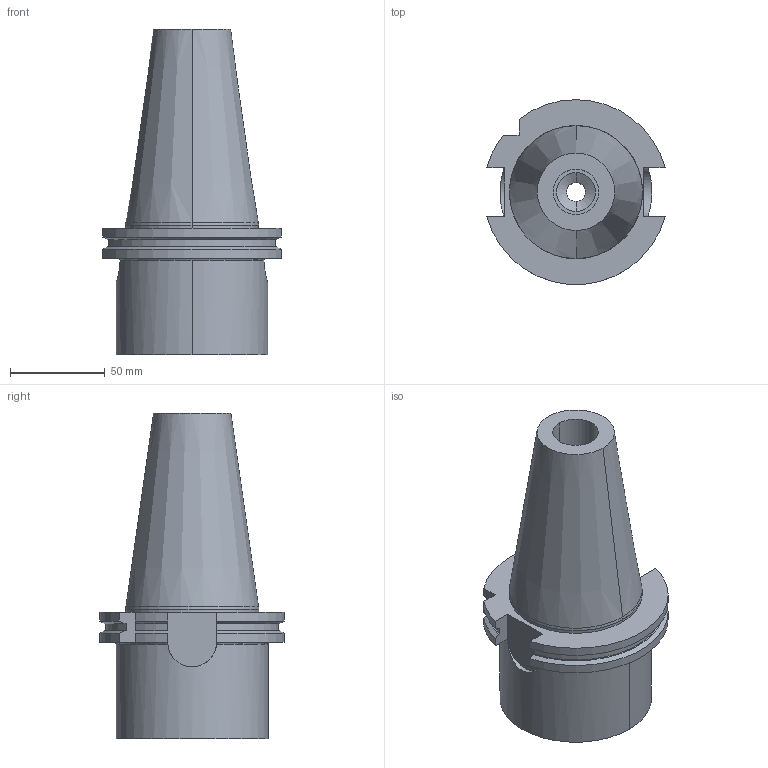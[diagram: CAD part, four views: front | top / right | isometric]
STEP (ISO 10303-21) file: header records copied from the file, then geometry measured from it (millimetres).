
FILE_DESCRIPTION((''),'2;1');
FILE_NAME('8423408078','2021-10-12T14:55:09',('thiemer'),(''),'CREO PARAMETRIC BY PTC INC, 2021164','CREO PARAMETRIC BY PTC INC, 2021164','');
FILE_SCHEMA(('AUTOMOTIVE_DESIGN { 1 0 10303 214 1 1 1 1 }'));
Length unit declared in the file: millimetre
Products named in the file (1): 8423408078
Bounding box: 94.05 x 97.31 x 171.75 mm (x, y, z)
Volume: 520371.7 mm3; surface area: 61563.5 mm2
Topology: 1 solids, 1 shells, 59 faces, 149 edges, 96 vertices
Faces by surface type: cylinder 23, plane 22, cone 12, torus 2
Entity records: 2646 total; most frequent: CARTESIAN_POINT 450, DIRECTION 347, ORIENTED_EDGE 298, PRESENTATION_STYLE_ASSIGNMENT 163, STYLED_ITEM 163, CURVE_STYLE 162, EDGE_CURVE 149, AXIS2_PLACEMENT_3D 133
